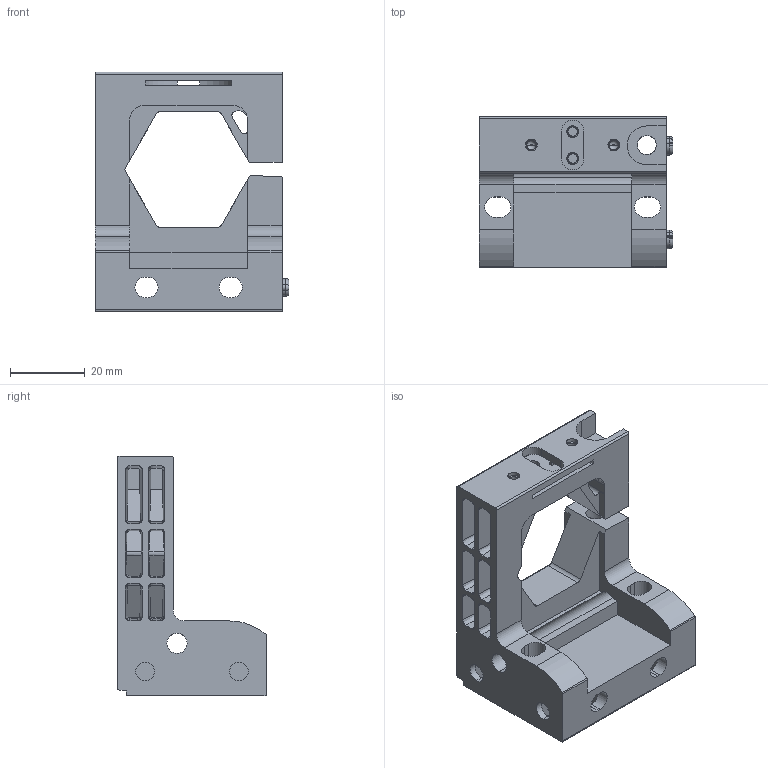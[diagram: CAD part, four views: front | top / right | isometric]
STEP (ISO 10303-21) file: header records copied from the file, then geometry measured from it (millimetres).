
FILE_DESCRIPTION (( 'STEP AP214' ), '1' );
FILE_NAME ('EPS-BRKT1.step', '2016-08-22T19:18:53', ( '' ), ( '' ), 'SwSTEP 2.0', 'SolidWorks 2016', '' );
FILE_SCHEMA (( 'AUTOMOTIVE_DESIGN' ));
Length unit declared in the file: millimetre
Products named in the file (1): EPS-BRKT1
Bounding box: 51.8 x 40 x 64 mm (x, y, z)
Volume: 29457.5 mm3; surface area: 25017.4 mm2
Topology: 1 solids, 3 shells, 437 faces, 1201 edges, 788 vertices
Faces by surface type: plane 200, cylinder 163, torus 34, bspline 24, cone 16
Entity records: 15326 total; most frequent: CARTESIAN_POINT 4135, ORIENTED_EDGE 2402, DIRECTION 2266, EDGE_CURVE 1201, AXIS2_PLACEMENT_3D 799, VERTEX_POINT 788, LINE 668, VECTOR 668
